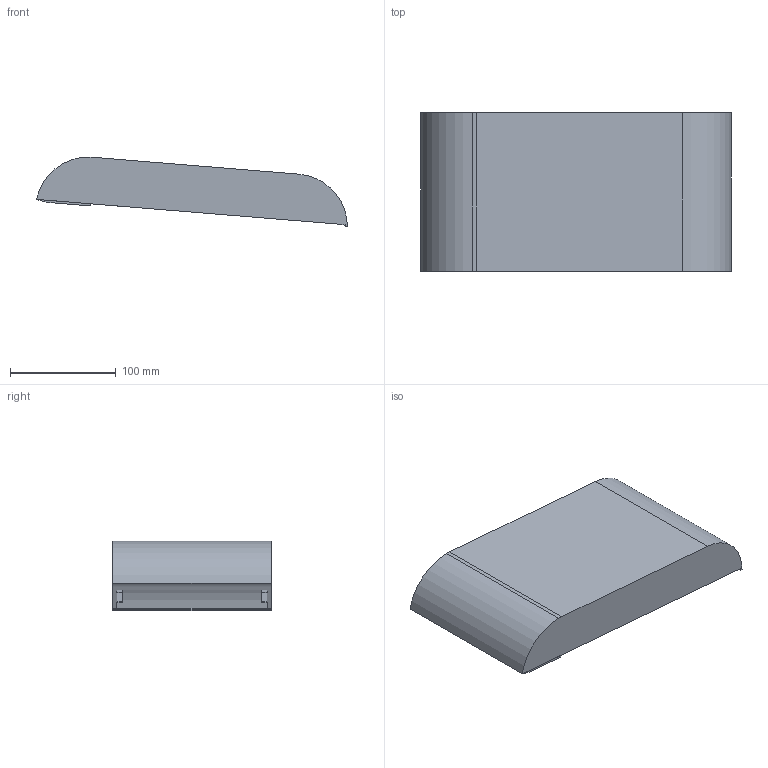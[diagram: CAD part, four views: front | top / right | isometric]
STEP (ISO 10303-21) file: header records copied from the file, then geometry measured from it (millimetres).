
FILE_DESCRIPTION (( 'STEP AP203' ), '1' );
FILE_NAME ('The body.STEP', '2021-05-30T21:58:50', ( '' ), ( '' ), 'SwSTEP 2.0', 'SolidWorks 2020', '' );
FILE_SCHEMA (( 'CONFIG_CONTROL_DESIGN' ));
Length unit declared in the file: centimetre
Products named in the file (1): The body
Bounding box: 293.82 x 150 x 66.03 mm (x, y, z)
Volume: 220107.6 mm3; surface area: 167123.1 mm2
Topology: 2 solids, 2 shells, 42 faces, 116 edges, 76 vertices
Faces by surface type: plane 35, cylinder 7
Entity records: 1403 total; most frequent: CARTESIAN_POINT 235, ORIENTED_EDGE 232, DIRECTION 218, EDGE_CURVE 116, LINE 100, VECTOR 100, VERTEX_POINT 76, AXIS2_PLACEMENT_3D 59
